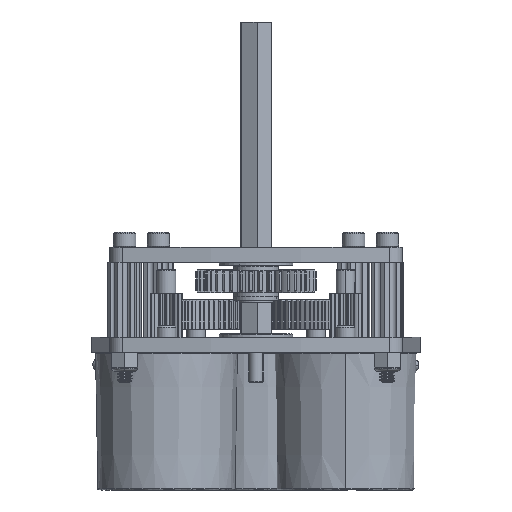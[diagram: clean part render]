
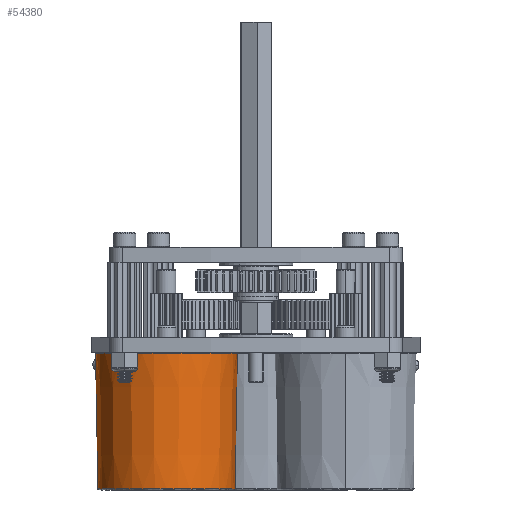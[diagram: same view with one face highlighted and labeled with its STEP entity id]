
A CAD part, front view. The second image highlights one B-rep face of the part: STEP entity #54380.
In plain terms, the highlighted conical face has half-angle 1 degrees and reference radius 29.991 mm.
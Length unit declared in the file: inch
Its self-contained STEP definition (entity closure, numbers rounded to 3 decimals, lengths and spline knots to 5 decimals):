
#2093 = CARTESIAN_POINT ( 'NONE',  ( 0., 0., -0.02003 ) ) ;
#5293 = VERTEX_POINT ( 'NONE', #64705 ) ;
#10777 = LINE ( 'NONE', #62682, #60069 ) ;
#10778 = EDGE_CURVE ( 'NONE', #45662, #5293, #72011, .T. ) ;
#10818 = AXIS2_PLACEMENT_3D ( 'NONE', #40540, #58609, #62753 ) ;
#11102 = ORIENTED_EDGE ( 'NONE', *, *, #42648, .T. ) ;
#12962 = DIRECTION ( 'NONE',  ( 0., 0., -1. ) ) ;
#13926 = ORIENTED_EDGE ( 'NONE', *, *, #69099, .T. ) ;
#14146 = AXIS2_PLACEMENT_3D ( 'NONE', #66048, #26158, #33285 ) ;
#19908 = EDGE_LOOP ( 'NONE', ( #44921, #13926, #11102, #67264 ) ) ;
#25398 = CARTESIAN_POINT ( 'NONE',  ( 1.14141, 0., -2.27397 ) ) ;
#26158 = DIRECTION ( 'NONE',  ( 0., 0., 1. ) ) ;
#28806 = CONICAL_SURFACE ( 'NONE', #10818, 1.18075, 0.017 ) ;
#33285 = DIRECTION ( 'NONE',  ( 1., 0., 0. ) ) ;
#36315 = DIRECTION ( 'NONE',  ( 1., 0., 0. ) ) ;
#39618 = CARTESIAN_POINT ( 'NONE',  ( 1.18075, 0., -0.02003 ) ) ;
#40540 = CARTESIAN_POINT ( 'NONE',  ( 0., 0., -0.02003 ) ) ;
#41762 = VERTEX_POINT ( 'NONE', #25398 ) ;
#42055 = LINE ( 'NONE', #71785, #46612 ) ;
#42648 = EDGE_CURVE ( 'NONE', #41762, #45662, #42055, .T. ) ;
#44921 = ORIENTED_EDGE ( 'NONE', *, *, #58805, .F. ) ;
#45435 = FACE_OUTER_BOUND ( 'NONE', #19908, .T. ) ;
#45662 = VERTEX_POINT ( 'NONE', #39618 ) ;
#46612 = VECTOR ( 'NONE', #60119, 39.37008 ) ;
#48200 = CARTESIAN_POINT ( 'NONE',  ( -1.14141, 0., -2.27397 ) ) ;
#52577 = CIRCLE ( 'NONE', #14146, 1.14141 ) ;
#54380 = ADVANCED_FACE ( 'NONE', ( #45435 ), #28806, .T. ) ;
#58609 = DIRECTION ( 'NONE',  ( 0., 0., 1. ) ) ;
#58805 = EDGE_CURVE ( 'NONE', #61261, #5293, #10777, .T. ) ;
#60069 = VECTOR ( 'NONE', #73241, 39.37008 ) ;
#60119 = DIRECTION ( 'NONE',  ( 0.017, 0., 1. ) ) ;
#61261 = VERTEX_POINT ( 'NONE', #48200 ) ;
#62682 = CARTESIAN_POINT ( 'NONE',  ( -1.18075, 0., -0.02003 ) ) ;
#62753 = DIRECTION ( 'NONE',  ( 1., 0., 0. ) ) ;
#64705 = CARTESIAN_POINT ( 'NONE',  ( -1.18075, 0., -0.02003 ) ) ;
#66048 = CARTESIAN_POINT ( 'NONE',  ( 0., 0., -2.27397 ) ) ;
#67264 = ORIENTED_EDGE ( 'NONE', *, *, #10778, .T. ) ;
#69099 = EDGE_CURVE ( 'NONE', #61261, #41762, #52577, .T. ) ;
#70829 = AXIS2_PLACEMENT_3D ( 'NONE', #2093, #12962, #36315 ) ;
#71785 = CARTESIAN_POINT ( 'NONE',  ( 1.18075, 0., -0.02003 ) ) ;
#72011 = CIRCLE ( 'NONE', #70829, 1.18075 ) ;
#73241 = DIRECTION ( 'NONE',  ( -0.017, 0., 1. ) ) ;
